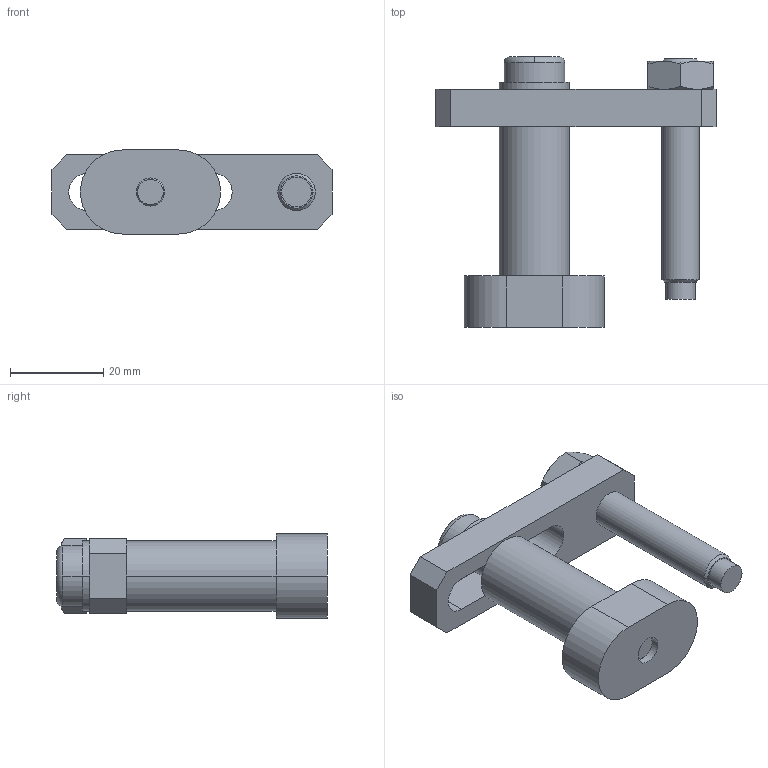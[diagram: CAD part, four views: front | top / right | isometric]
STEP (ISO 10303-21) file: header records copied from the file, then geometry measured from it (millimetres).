
FILE_DESCRIPTION(('STEP AP214'),'1');
FILE_NAME('HALDERV_EH_1586_252.stp','2019-11-29T08:47:44',('TraceParts'),('TraceParts S.A.'),'Spatial InterOp 3D',' ',' ');
FILE_SCHEMA(('AUTOMOTIVE_DESIGN { 1 0 10303 214 1 1 1 1 }'));
Length unit declared in the file: millimetre
Products named in the file (1): HALDERV_EH_1586_252_1
Bounding box: 60 x 58 x 18 mm (x, y, z)
Volume: 20167.9 mm3; surface area: 12000.9 mm2
Topology: 7 solids, 7 shells, 111 faces, 249 edges, 157 vertices
Faces by surface type: plane 49, cylinder 32, cone 28, torus 2
Entity records: 4062 total; most frequent: CARTESIAN_POINT 620, DIRECTION 560, ORIENTED_EDGE 498, EDGE_CURVE 249, AXIS2_PLACEMENT_3D 217, VERTEX_POINT 157, EDGE_LOOP 128, LINE 126
